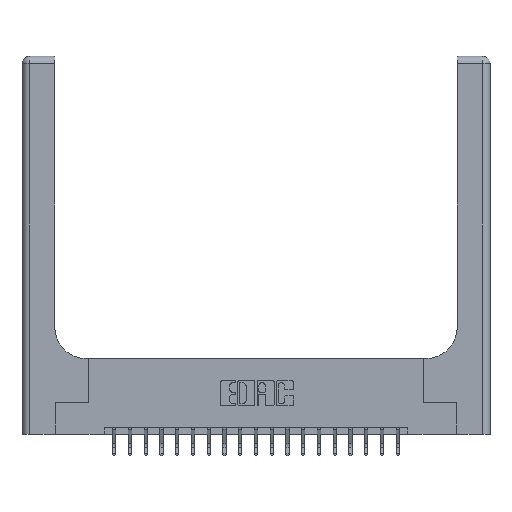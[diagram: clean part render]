
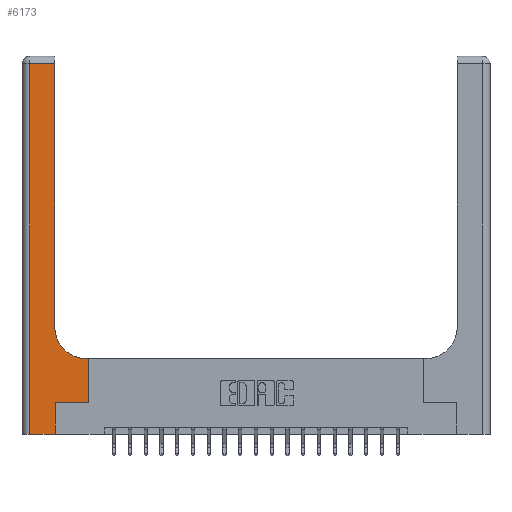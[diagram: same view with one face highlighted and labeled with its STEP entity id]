
A CAD part, top view. The second image highlights one B-rep face of the part: STEP entity #6173.
In plain terms, the highlighted planar face has unit normal (0, 0, 1).
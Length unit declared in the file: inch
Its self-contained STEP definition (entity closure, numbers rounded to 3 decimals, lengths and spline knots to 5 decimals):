
#365 = DIRECTION ( 'NONE',  ( 0., 1., 0. ) ) ;
#711 = EDGE_CURVE ( 'NONE', #14373, #13203, #21326, .T. ) ;
#754 = CARTESIAN_POINT ( 'NONE',  ( 0.06, 0., 0.37 ) ) ;
#841 = EDGE_CURVE ( 'NONE', #2778, #10015, #5312, .T. ) ;
#1081 = EDGE_CURVE ( 'NONE', #16536, #9502, #6709, .T. ) ;
#1313 = CARTESIAN_POINT ( 'NONE',  ( 0.265, 0.25, 0.37 ) ) ;
#1836 = CARTESIAN_POINT ( 'NONE',  ( 0., 2.94, 0.37 ) ) ;
#1990 = ORIENTED_EDGE ( 'NONE', *, *, #841, .T. ) ;
#2352 = CARTESIAN_POINT ( 'NONE',  ( 0.528, 0.6, 0.37 ) ) ;
#2627 = ORIENTED_EDGE ( 'NONE', *, *, #1081, .T. ) ;
#2778 = VERTEX_POINT ( 'NONE', #2352 ) ;
#3227 = DIRECTION ( 'NONE',  ( 0., 0., -1. ) ) ;
#3330 = CARTESIAN_POINT ( 'NONE',  ( 0., 3., 0.37 ) ) ;
#3417 = VECTOR ( 'NONE', #13738, 39.37008 ) ;
#3550 = LINE ( 'NONE', #1836, #11756 ) ;
#3907 = DIRECTION ( 'NONE',  ( 1., 0., 0. ) ) ;
#4367 = EDGE_CURVE ( 'NONE', #14983, #15854, #19367, .T. ) ;
#4546 = DIRECTION ( 'NONE',  ( 1., 0., 0. ) ) ;
#4682 = CARTESIAN_POINT ( 'NONE',  ( 0.26, 0.85, 0.37 ) ) ;
#5065 = FACE_OUTER_BOUND ( 'NONE', #10711, .T. ) ;
#5114 = LINE ( 'NONE', #7062, #16716 ) ;
#5162 = PLANE ( 'NONE',  #9891 ) ;
#5312 = LINE ( 'NONE', #18510, #3417 ) ;
#5771 = LINE ( 'NONE', #7293, #19040 ) ;
#6173 = ADVANCED_FACE ( 'NONE', ( #5065 ), #5162, .F. ) ;
#6182 = VECTOR ( 'NONE', #16692, 39.37008 ) ;
#6307 = CARTESIAN_POINT ( 'NONE',  ( 0.26, 3., 0.37 ) ) ;
#6367 = ORIENTED_EDGE ( 'NONE', *, *, #4367, .T. ) ;
#6442 = ORIENTED_EDGE ( 'NONE', *, *, #19845, .T. ) ;
#6709 = LINE ( 'NONE', #11346, #13453 ) ;
#7062 = CARTESIAN_POINT ( 'NONE',  ( 0.528, 0.25, 0.37 ) ) ;
#7293 = CARTESIAN_POINT ( 'NONE',  ( 0.265, 0., 0.37 ) ) ;
#7372 = ORIENTED_EDGE ( 'NONE', *, *, #20938, .T. ) ;
#7626 = AXIS2_PLACEMENT_3D ( 'NONE', #17237, #20467, #3907 ) ;
#7863 = ORIENTED_EDGE ( 'NONE', *, *, #19732, .T. ) ;
#7947 = ORIENTED_EDGE ( 'NONE', *, *, #12811, .T. ) ;
#9502 = VERTEX_POINT ( 'NONE', #17642 ) ;
#9702 = CARTESIAN_POINT ( 'NONE',  ( 0.528, 0.25, 0.37 ) ) ;
#9891 = AXIS2_PLACEMENT_3D ( 'NONE', #3330, #3227, #11656 ) ;
#10015 = VERTEX_POINT ( 'NONE', #16096 ) ;
#10711 = EDGE_LOOP ( 'NONE', ( #18813, #7863, #6442, #2627, #7372, #6367, #7947, #1990, #19204 ) ) ;
#11346 = CARTESIAN_POINT ( 'NONE',  ( 0., 0., 0.37 ) ) ;
#11423 = CARTESIAN_POINT ( 'NONE',  ( 0.265, 0.25, 0.37 ) ) ;
#11656 = DIRECTION ( 'NONE',  ( -1., 0., 0. ) ) ;
#11756 = VECTOR ( 'NONE', #19890, 39.37008 ) ;
#12811 = EDGE_CURVE ( 'NONE', #15854, #2778, #5114, .T. ) ;
#13203 = VERTEX_POINT ( 'NONE', #18505 ) ;
#13453 = VECTOR ( 'NONE', #19893, 39.37008 ) ;
#13738 = DIRECTION ( 'NONE',  ( -1., 0., 0. ) ) ;
#13814 = CARTESIAN_POINT ( 'NONE',  ( 0.06, 3., 0.37 ) ) ;
#14373 = VERTEX_POINT ( 'NONE', #4682 ) ;
#14983 = VERTEX_POINT ( 'NONE', #11423 ) ;
#15330 = VECTOR ( 'NONE', #4546, 39.37008 ) ;
#15854 = VERTEX_POINT ( 'NONE', #9702 ) ;
#16096 = CARTESIAN_POINT ( 'NONE',  ( 0.51, 0.6, 0.37 ) ) ;
#16514 = VERTEX_POINT ( 'NONE', #17199 ) ;
#16536 = VERTEX_POINT ( 'NONE', #754 ) ;
#16692 = DIRECTION ( 'NONE',  ( 0., 1., 0. ) ) ;
#16716 = VECTOR ( 'NONE', #365, 39.37008 ) ;
#17199 = CARTESIAN_POINT ( 'NONE',  ( 0.06, 2.94, 0.37 ) ) ;
#17237 = CARTESIAN_POINT ( 'NONE',  ( 0.51, 0.85, 0.37 ) ) ;
#17254 = DIRECTION ( 'NONE',  ( 0., 1., 0. ) ) ;
#17640 = VECTOR ( 'NONE', #20518, 39.37008 ) ;
#17642 = CARTESIAN_POINT ( 'NONE',  ( 0.265, 0., 0.37 ) ) ;
#18505 = CARTESIAN_POINT ( 'NONE',  ( 0.26, 2.94, 0.37 ) ) ;
#18510 = CARTESIAN_POINT ( 'NONE',  ( 0.26, 0.6, 0.37 ) ) ;
#18813 = ORIENTED_EDGE ( 'NONE', *, *, #711, .T. ) ;
#18896 = LINE ( 'NONE', #13814, #17640 ) ;
#19040 = VECTOR ( 'NONE', #17254, 39.37008 ) ;
#19204 = ORIENTED_EDGE ( 'NONE', *, *, #20337, .T. ) ;
#19367 = LINE ( 'NONE', #1313, #15330 ) ;
#19732 = EDGE_CURVE ( 'NONE', #13203, #16514, #3550, .T. ) ;
#19845 = EDGE_CURVE ( 'NONE', #16514, #16536, #18896, .T. ) ;
#19890 = DIRECTION ( 'NONE',  ( -1., 0., 0. ) ) ;
#19893 = DIRECTION ( 'NONE',  ( 1., 0., 0. ) ) ;
#20337 = EDGE_CURVE ( 'NONE', #10015, #14373, #20405, .T. ) ;
#20405 = CIRCLE ( 'NONE', #7626, 0.25 ) ;
#20467 = DIRECTION ( 'NONE',  ( 0., 0., -1. ) ) ;
#20518 = DIRECTION ( 'NONE',  ( 0., -1., 0. ) ) ;
#20938 = EDGE_CURVE ( 'NONE', #9502, #14983, #5771, .T. ) ;
#21326 = LINE ( 'NONE', #6307, #6182 ) ;
